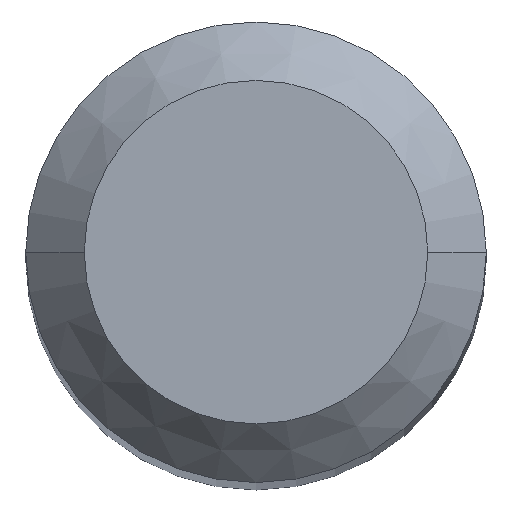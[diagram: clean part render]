
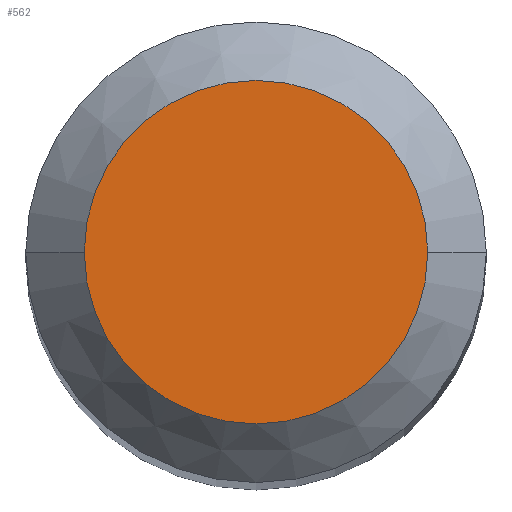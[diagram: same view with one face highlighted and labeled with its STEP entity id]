
A CAD part, top view. The second image highlights one B-rep face of the part: STEP entity #562.
In plain terms, the highlighted planar face has unit normal (0, 0, 1).
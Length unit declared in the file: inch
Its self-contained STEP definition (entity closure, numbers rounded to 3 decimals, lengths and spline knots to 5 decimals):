
#3 = PLANE ( 'NONE',  #212 ) ;
#44 = DIRECTION ( 'NONE',  ( 0., 0., 1. ) ) ;
#59 = AXIS2_PLACEMENT_3D ( 'NONE', #675, #44, #986 ) ;
#82 = FACE_OUTER_BOUND ( 'NONE', #306, .T. ) ;
#154 = ORIENTED_EDGE ( 'NONE', *, *, #833, .T. ) ;
#156 = CARTESIAN_POINT ( 'NONE',  ( -0.04405, 0., 1.49606 ) ) ;
#180 = ORIENTED_EDGE ( 'NONE', *, *, #386, .T. ) ;
#211 = DIRECTION ( 'NONE',  ( 1., 0., 0. ) ) ;
#212 = AXIS2_PLACEMENT_3D ( 'NONE', #327, #648, #488 ) ;
#246 = CIRCLE ( 'NONE', #59, 0.04405 ) ;
#306 = EDGE_LOOP ( 'NONE', ( #180, #154 ) ) ;
#327 = CARTESIAN_POINT ( 'NONE',  ( 0., 0., 1.49606 ) ) ;
#386 = EDGE_CURVE ( 'NONE', #1035, #392, #485, .T. ) ;
#390 = CARTESIAN_POINT ( 'NONE',  ( 0., 0., 1.49606 ) ) ;
#392 = VERTEX_POINT ( 'NONE', #551 ) ;
#485 = CIRCLE ( 'NONE', #1029, 0.04405 ) ;
#488 = DIRECTION ( 'NONE',  ( 1., 0., 0. ) ) ;
#551 = CARTESIAN_POINT ( 'NONE',  ( 0.04405, 0., 1.49606 ) ) ;
#562 = ADVANCED_FACE ( 'NONE', ( #82 ), #3, .T. ) ;
#648 = DIRECTION ( 'NONE',  ( 0., 0., 1. ) ) ;
#675 = CARTESIAN_POINT ( 'NONE',  ( 0., 0., 1.49606 ) ) ;
#769 = DIRECTION ( 'NONE',  ( 0., 0., 1. ) ) ;
#833 = EDGE_CURVE ( 'NONE', #392, #1035, #246, .T. ) ;
#986 = DIRECTION ( 'NONE',  ( 1., 0., 0. ) ) ;
#1029 = AXIS2_PLACEMENT_3D ( 'NONE', #390, #769, #211 ) ;
#1035 = VERTEX_POINT ( 'NONE', #156 ) ;
